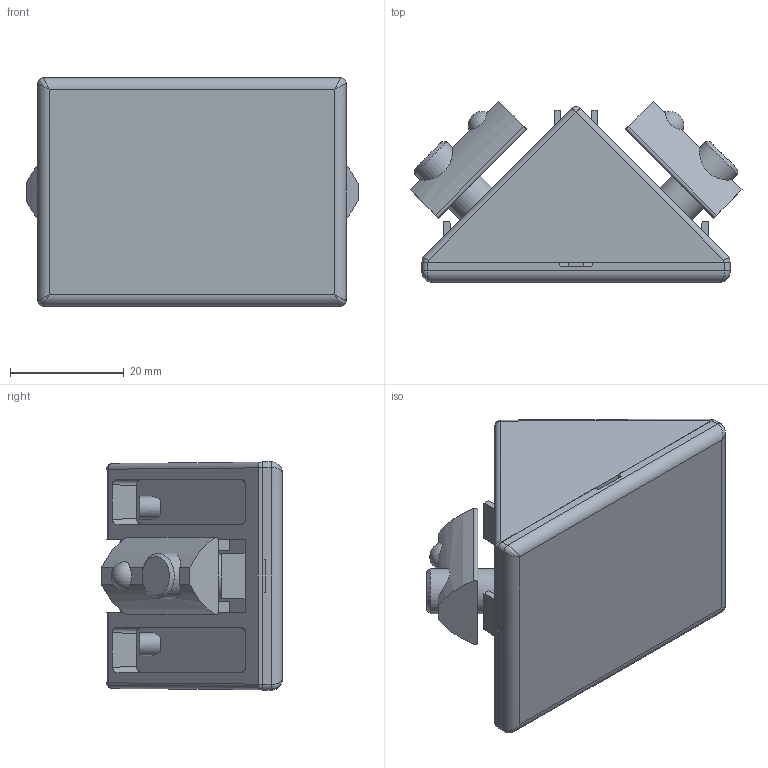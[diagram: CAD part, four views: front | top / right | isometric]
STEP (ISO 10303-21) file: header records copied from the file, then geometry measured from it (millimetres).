
FILE_DESCRIPTION(/* description */ ('Winkel 40x40 inkl Befestigung und ABDK, Nut8'),/* implementation_level */ '2;1');
FILE_NAME(/* name */ 'Syskomp 282300111 Winkel 40x40 inkl Befestigung und ABDK, Nut8.stp',/* time_stamp */ '2015-09-30T09:15:23+02:00',/* author */ ('mstrom'),/* organization */ (''),/* preprocessor_version */ 'ST-DEVELOPER v15.2',/* originating_system */ 'Autodesk Inventor 2014',/* authorisation */ '');
FILE_SCHEMA (('AUTOMOTIVE_DESIGN { 1 0 10303 214 3 1 1 }'));
Length unit declared in the file: millimetre
Products named in the file (1): 282300111 Winkel 40x40 inkl Befestigung und ABDK, Nut8
Bounding box: 58.34 x 31.83 x 40.1 mm (x, y, z)
Volume: 24668.7 mm3; surface area: 18905.4 mm2
Topology: 8 solids, 8 shells, 295 faces, 768 edges, 496 vertices
Faces by surface type: plane 190, cylinder 75, cone 12, sphere 6, bspline 6, torus 6
Full cylindrical faces by diameter (mm): 4 x4, 5.002 x2, 6.8 x2, 8 x2
Entity records: 9267 total; most frequent: CARTESIAN_POINT 2070, DIRECTION 1474, ORIENTED_EDGE 1452, EDGE_CURVE 726, LINE 510, VECTOR 510, VERTEX_POINT 486, AXIS2_PLACEMENT_3D 482
